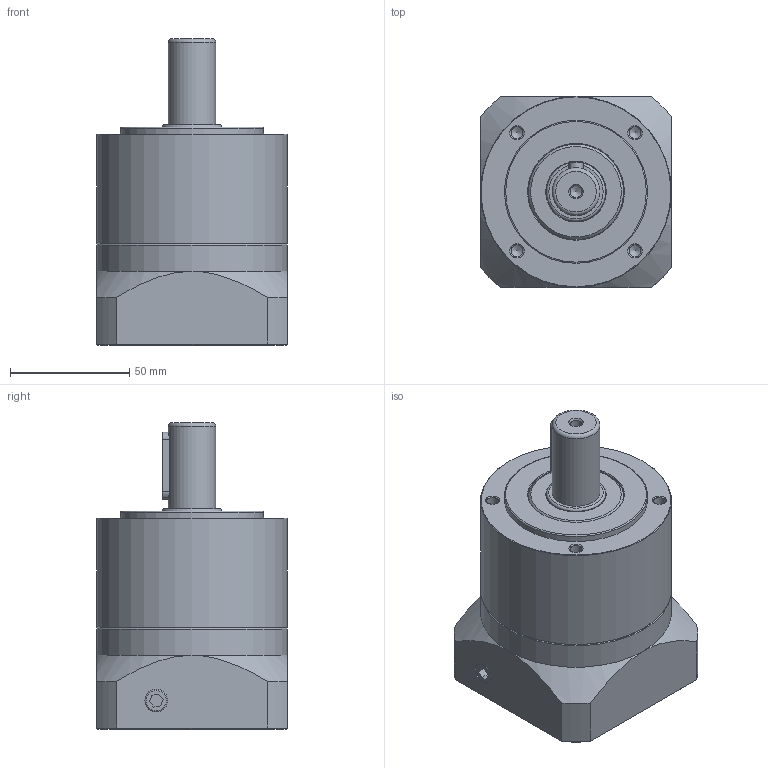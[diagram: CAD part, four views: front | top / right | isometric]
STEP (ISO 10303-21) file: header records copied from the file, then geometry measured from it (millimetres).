
FILE_DESCRIPTION((''),'2;1');
FILE_NAME('KSN80-1 (S14).stp','2013-12-06T16:07:53',('young'),(''),'Autodesk Inventor 2012','Autodesk Inventor 2012','');
FILE_SCHEMA(('AUTOMOTIVE_DESIGN { 1 0 10303 214 1 1 1 1 }'));
Length unit declared in the file: millimetre
Products named in the file (4): KSN80-1 (S14); KSN80-1 Body; KSN80-BK(S14); BS 4168 : 부품 1 6각 소켓 머리 캡 나사 - 미터 M5 x 30
Assembly tree (6 placements, depth 2):
  KSN80-1 (S14)
    KSN80-1 Body
    KSN80-BK(S14)
    BS 4168 : 부품 1 6각 소켓 머리 캡 나사 - 미터 M5 x 30  x4
Bounding box: 80 x 80 x 128.5 mm (x, y, z)
Volume: 273320.4 mm3; surface area: 97164.4 mm2
Topology: 15 solids, 15 shells, 395 faces, 926 edges, 591 vertices
Faces by surface type: plane 174, cylinder 114, cone 90, torus 17
Full cylindrical faces by diameter (mm): 4.2 x9, 5 x10, 5.5 x5, 8.433 x2, 8.5 x5, 9.5 x2, 11 x1, 14.2 x1, 19.8 x1, 20 x2, 22 x1, 24.8 x1, 25 x2, 26 x1, 27 x1, 30 x1, 33 x1, 34.5 x1, 35 x3, 38 x1, 38.908 x1, 40 x3, 50 x1, 52 x1, 54 x1, 56.4 x2, 60 x1, 62 x1, 65.8 x1, 80 x2
Entity records: 9509 total; most frequent: CARTESIAN_POINT 1908, DIRECTION 1609, ORIENTED_EDGE 1322, AXIS2_PLACEMENT_3D 669, EDGE_CURVE 661, EDGE_LOOP 533, VERTEX_POINT 488, FACE_OUTER_BOUND 350
